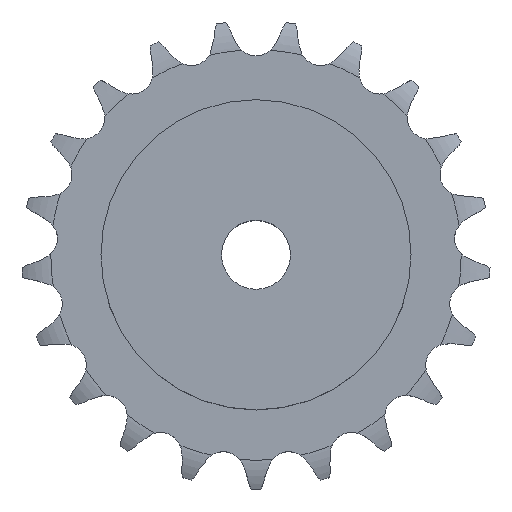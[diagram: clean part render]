
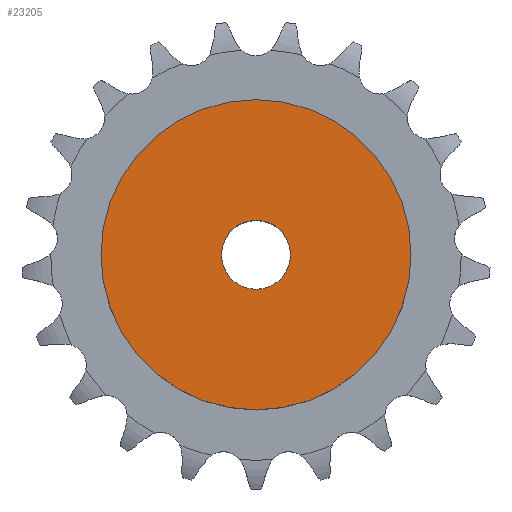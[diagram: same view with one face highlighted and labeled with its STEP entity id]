
A CAD part, top view. The second image highlights one B-rep face of the part: STEP entity #23205.
In plain terms, the highlighted planar face has unit normal (0, 0, 1).
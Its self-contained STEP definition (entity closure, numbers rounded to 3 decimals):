
#3033 = CYLINDRICAL_SURFACE('',#3034,45.);
#3034 = AXIS2_PLACEMENT_3D('',#3035,#3036,#3037);
#3035 = CARTESIAN_POINT('',(0.,0.,0.));
#3036 = DIRECTION('',(-0.,-0.,-1.));
#3037 = DIRECTION('',(1.,0.,0.));
#14776 = VERTEX_POINT('',#14777);
#14777 = CARTESIAN_POINT('',(45.,0.,40.));
#14798 = EDGE_CURVE('',#14776,#14776,#14799,.T.);
#14799 = SURFACE_CURVE('',#14800,(#14805,#14812),.PCURVE_S1.);
#14800 = CIRCLE('',#14801,45.);
#14801 = AXIS2_PLACEMENT_3D('',#14802,#14803,#14804);
#14802 = CARTESIAN_POINT('',(0.,0.,40.));
#14803 = DIRECTION('',(0.,0.,1.));
#14804 = DIRECTION('',(1.,0.,0.));
#14805 = PCURVE('',#3033,#14806);
#14806 = DEFINITIONAL_REPRESENTATION('',(#14807),#14811);
#14807 = LINE('',#14808,#14809);
#14808 = CARTESIAN_POINT('',(-0.,-40.));
#14809 = VECTOR('',#14810,1.);
#14810 = DIRECTION('',(-1.,0.));
#14811 = ( GEOMETRIC_REPRESENTATION_CONTEXT(2) 
PARAMETRIC_REPRESENTATION_CONTEXT() REPRESENTATION_CONTEXT('2D SPACE',''
  ) );
#14812 = PCURVE('',#14813,#14818);
#14813 = PLANE('',#14814);
#14814 = AXIS2_PLACEMENT_3D('',#14815,#14816,#14817);
#14815 = CARTESIAN_POINT('',(0.,0.,40.)
  );
#14816 = DIRECTION('',(0.,0.,1.));
#14817 = DIRECTION('',(1.,0.,0.));
#14818 = DEFINITIONAL_REPRESENTATION('',(#14819),#14823);
#14819 = CIRCLE('',#14820,45.);
#14820 = AXIS2_PLACEMENT_2D('',#14821,#14822);
#14821 = CARTESIAN_POINT('',(0.,0.));
#14822 = DIRECTION('',(1.,0.));
#14823 = ( GEOMETRIC_REPRESENTATION_CONTEXT(2) 
PARAMETRIC_REPRESENTATION_CONTEXT() REPRESENTATION_CONTEXT('2D SPACE',''
  ) );
#19814 = CYLINDRICAL_SURFACE('',#19815,10.);
#19815 = AXIS2_PLACEMENT_3D('',#19816,#19817,#19818);
#19816 = CARTESIAN_POINT('',(0.,0.,212.969));
#19817 = DIRECTION('',(0.,0.,1.));
#19818 = DIRECTION('',(1.,0.,0.));
#23205 = ADVANCED_FACE('',(#23206,#23209),#14813,.T.);
#23206 = FACE_BOUND('',#23207,.T.);
#23207 = EDGE_LOOP('',(#23208));
#23208 = ORIENTED_EDGE('',*,*,#14798,.T.);
#23209 = FACE_BOUND('',#23210,.T.);
#23210 = EDGE_LOOP('',(#23211));
#23211 = ORIENTED_EDGE('',*,*,#23212,.F.);
#23212 = EDGE_CURVE('',#23213,#23213,#23215,.T.);
#23213 = VERTEX_POINT('',#23214);
#23214 = CARTESIAN_POINT('',(10.,0.,40.));
#23215 = SURFACE_CURVE('',#23216,(#23221,#23228),.PCURVE_S1.);
#23216 = CIRCLE('',#23217,10.);
#23217 = AXIS2_PLACEMENT_3D('',#23218,#23219,#23220);
#23218 = CARTESIAN_POINT('',(0.,0.,40.));
#23219 = DIRECTION('',(0.,0.,1.));
#23220 = DIRECTION('',(1.,0.,0.));
#23221 = PCURVE('',#14813,#23222);
#23222 = DEFINITIONAL_REPRESENTATION('',(#23223),#23227);
#23223 = CIRCLE('',#23224,10.);
#23224 = AXIS2_PLACEMENT_2D('',#23225,#23226);
#23225 = CARTESIAN_POINT('',(0.,0.));
#23226 = DIRECTION('',(1.,0.));
#23227 = ( GEOMETRIC_REPRESENTATION_CONTEXT(2) 
PARAMETRIC_REPRESENTATION_CONTEXT() REPRESENTATION_CONTEXT('2D SPACE',''
  ) );
#23228 = PCURVE('',#19814,#23229);
#23229 = DEFINITIONAL_REPRESENTATION('',(#23230),#23234);
#23230 = LINE('',#23231,#23232);
#23231 = CARTESIAN_POINT('',(0.,-172.969));
#23232 = VECTOR('',#23233,1.);
#23233 = DIRECTION('',(1.,0.));
#23234 = ( GEOMETRIC_REPRESENTATION_CONTEXT(2) 
PARAMETRIC_REPRESENTATION_CONTEXT() REPRESENTATION_CONTEXT('2D SPACE',''
  ) );
